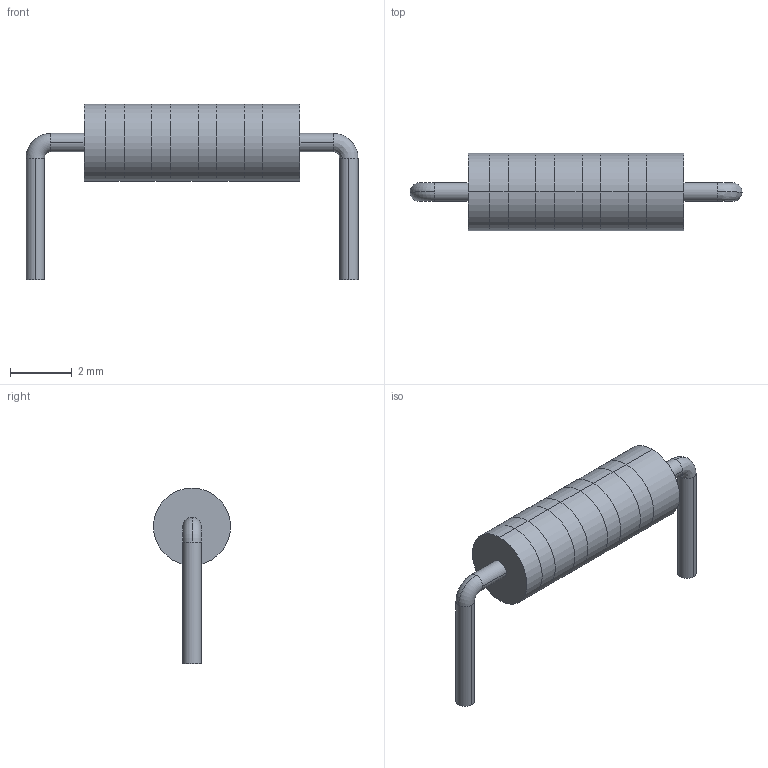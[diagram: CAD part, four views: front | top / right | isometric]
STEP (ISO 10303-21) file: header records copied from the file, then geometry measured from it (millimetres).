
FILE_DESCRIPTION((''),'2;1');
FILE_NAME('RES_ARCOL_RCC025.stp','2013-10-30T10:54:40',(''),(''),'Mechanical Desktop 2011','Mechanical Desktop 2011',', , ');
FILE_SCHEMA(('AUTOMOTIVE_DESIGN { 1 2 10303 214 1 1 1 1 }'));
Length unit declared in the file: millimetre
Products named in the file (1): Product
Bounding box: 10.76 x 2.5 x 5.7 mm (x, y, z)
Volume: 37.6 mm3; surface area: 166.4 mm2
Topology: 11 solids, 11 shells, 52 faces, 92 edges, 62 vertices
Faces by surface type: cylinder 22, plane 20, bspline 8, torus 2
Entity records: 1500 total; most frequent: CARTESIAN_POINT 369, DIRECTION 248, ORIENTED_EDGE 184, AXIS2_PLACEMENT_3D 111, EDGE_CURVE 92, CIRCLE 66, VERTEX_POINT 62, EDGE_LOOP 52
